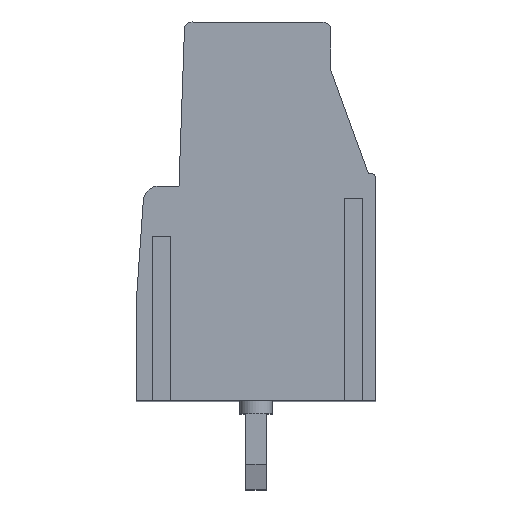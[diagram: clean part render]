
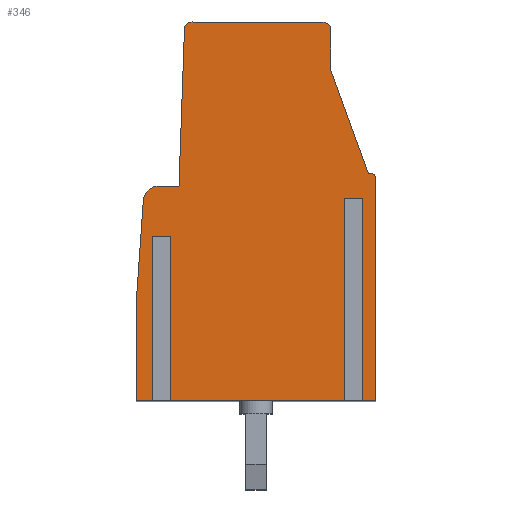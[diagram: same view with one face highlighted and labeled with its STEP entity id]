
A CAD part, top view. The second image highlights one B-rep face of the part: STEP entity #346.
In plain terms, the highlighted planar face has unit normal (0, 0, 1).
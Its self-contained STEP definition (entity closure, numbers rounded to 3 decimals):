
#346=ADVANCED_FACE('',(#914),#915,.F.);
#914=FACE_OUTER_BOUND('',#1711,.T.);
#915=PLANE('',#1712);
#1711=EDGE_LOOP('',(#2687,#2688,#2689,#2690,#2691,#2692,#2693,#2694,#2695,#2696,#2697,#2698,#2699,#2700,#2701,#2702,#2703,#2704,#2705,#2706,#2707,#2708));
#1712=AXIS2_PLACEMENT_3D('',#2709,#2710,#2711);
#2687=ORIENTED_EDGE('',*,*,#4858,.T.);
#2688=ORIENTED_EDGE('',*,*,#4789,.T.);
#2689=ORIENTED_EDGE('',*,*,#4859,.F.);
#2690=ORIENTED_EDGE('',*,*,#4860,.T.);
#2691=ORIENTED_EDGE('',*,*,#4861,.T.);
#2692=ORIENTED_EDGE('',*,*,#4862,.T.);
#2693=ORIENTED_EDGE('',*,*,#4863,.F.);
#2694=ORIENTED_EDGE('',*,*,#4864,.F.);
#2695=ORIENTED_EDGE('',*,*,#4865,.F.);
#2696=ORIENTED_EDGE('',*,*,#4866,.T.);
#2697=ORIENTED_EDGE('',*,*,#4697,.T.);
#2698=ORIENTED_EDGE('',*,*,#4867,.T.);
#2699=ORIENTED_EDGE('',*,*,#4868,.T.);
#2700=ORIENTED_EDGE('',*,*,#4869,.T.);
#2701=ORIENTED_EDGE('',*,*,#4870,.F.);
#2702=ORIENTED_EDGE('',*,*,#4871,.F.);
#2703=ORIENTED_EDGE('',*,*,#4872,.F.);
#2704=ORIENTED_EDGE('',*,*,#4752,.F.);
#2705=ORIENTED_EDGE('',*,*,#4756,.F.);
#2706=ORIENTED_EDGE('',*,*,#4873,.F.);
#2707=ORIENTED_EDGE('',*,*,#4733,.F.);
#2708=ORIENTED_EDGE('',*,*,#4874,.F.);
#2709=CARTESIAN_POINT('',(-42.956,-19.77,0.));
#2710=DIRECTION('',(0.,0.0,-1.0));
#2711=DIRECTION('',(-1.0,0.0,0.));
#4697=EDGE_CURVE('',#5595,#5593,#5596,.T.);
#4733=EDGE_CURVE('',#5656,#5658,#5659,.T.);
#4752=EDGE_CURVE('',#5691,#5687,#5693,.T.);
#4756=EDGE_CURVE('',#5697,#5691,#5699,.T.);
#4789=EDGE_CURVE('',#5755,#5753,#5756,.T.);
#4858=EDGE_CURVE('',#5857,#5755,#5858,.T.);
#4859=EDGE_CURVE('',#5859,#5753,#5860,.T.);
#4860=EDGE_CURVE('',#5859,#5861,#5862,.T.);
#4861=EDGE_CURVE('',#5861,#5863,#5864,.T.);
#4862=EDGE_CURVE('',#5863,#5865,#5866,.T.);
#4863=EDGE_CURVE('',#5867,#5865,#5868,.T.);
#4864=EDGE_CURVE('',#5869,#5867,#5870,.T.);
#4865=EDGE_CURVE('',#5871,#5869,#5872,.T.);
#4866=EDGE_CURVE('',#5871,#5595,#5873,.T.);
#4867=EDGE_CURVE('',#5593,#5874,#5875,.T.);
#4868=EDGE_CURVE('',#5874,#5876,#5877,.T.);
#4869=EDGE_CURVE('',#5876,#5878,#5879,.T.);
#4870=EDGE_CURVE('',#5880,#5878,#5881,.T.);
#4871=EDGE_CURVE('',#5882,#5880,#5883,.T.);
#4872=EDGE_CURVE('',#5687,#5882,#5884,.T.);
#4873=EDGE_CURVE('',#5658,#5697,#5885,.T.);
#4874=EDGE_CURVE('',#5857,#5656,#5886,.T.);
#5593=VERTEX_POINT('',#6899);
#5595=VERTEX_POINT('',#6902);
#5596=LINE('',#6903,#6904);
#5656=VERTEX_POINT('',#6989);
#5658=VERTEX_POINT('',#6992);
#5659=LINE('',#6993,#6994);
#5687=VERTEX_POINT('',#7027);
#5691=VERTEX_POINT('',#7033);
#5693=LINE('',#7036,#7037);
#5697=VERTEX_POINT('',#7042);
#5699=LINE('',#7045,#7046);
#5753=VERTEX_POINT('',#7118);
#5755=VERTEX_POINT('',#7121);
#5756=LINE('',#7122,#7123);
#5857=VERTEX_POINT('',#7264);
#5858=LINE('',#7265,#7266);
#5859=VERTEX_POINT('',#7267);
#5860=CIRCLE('',#7268,0.6);
#5861=VERTEX_POINT('',#7269);
#5862=LINE('',#7270,#7271);
#5863=VERTEX_POINT('',#7272);
#5864=LINE('',#7273,#7274);
#5865=VERTEX_POINT('',#7275);
#5866=LINE('',#7276,#7277);
#5867=VERTEX_POINT('',#7278);
#5868=LINE('',#7279,#7280);
#5869=VERTEX_POINT('',#7281);
#5870=LINE('',#7282,#7283);
#5871=VERTEX_POINT('',#7284);
#5872=LINE('',#7285,#7286);
#5873=LINE('',#7287,#7288);
#5874=VERTEX_POINT('',#7289);
#5875=LINE('',#7290,#7291);
#5876=VERTEX_POINT('',#7292);
#5877=LINE('',#7293,#7294);
#5878=VERTEX_POINT('',#7295);
#5879=LINE('',#7296,#7297);
#5880=VERTEX_POINT('',#7298);
#5881=LINE('',#7299,#7300);
#5882=VERTEX_POINT('',#7301);
#5883=CIRCLE('',#7302,0.2);
#5884=LINE('',#7303,#7304);
#5885=CIRCLE('',#7305,0.3);
#5886=CIRCLE('',#7306,0.3);
#6899=CARTESIAN_POINT('',(-1.082,8.0,0.));
#6902=CARTESIAN_POINT('',(-1.082,0.0,0.));
#6903=CARTESIAN_POINT('',(-1.082,-19.77,0.));
#6904=VECTOR('',#8688,1.0);
#6989=CARTESIAN_POINT('',(-7.283,15.,0.0));
#6992=CARTESIAN_POINT('',(-2.1,15.0,0.));
#6993=CARTESIAN_POINT('',(-42.956,15.,0.));
#6994=VECTOR('',#8721,1.0);
#7027=CARTESIAN_POINT('',(-0.3,9.0,0.));
#7033=CARTESIAN_POINT('',(-1.8,13.121,0.));
#7036=CARTESIAN_POINT('',(10.171,-19.77,0.));
#7037=VECTOR('',#8754,1.0);
#7042=CARTESIAN_POINT('',(-1.8,14.7,0.));
#7045=CARTESIAN_POINT('',(-1.8,-19.77,0.));
#7046=VECTOR('',#8757,1.0);
#7118=CARTESIAN_POINT('',(-8.613,8.5,0.0));
#7121=CARTESIAN_POINT('',(-7.8,8.5,0.0));
#7122=CARTESIAN_POINT('',(-42.956,8.5,0.));
#7123=VECTOR('',#8795,1.0);
#7264=CARTESIAN_POINT('',(-7.583,14.71,0.0));
#7265=CARTESIAN_POINT('',(-8.787,-19.77,0.0));
#7266=VECTOR('',#8872,1.0);
#7267=CARTESIAN_POINT('',(-9.212,7.942,0.0));
#7268=AXIS2_PLACEMENT_3D('',#8873,#8874,#8875);
#7269=CARTESIAN_POINT('',(-9.5,3.82,0.0));
#7270=CARTESIAN_POINT('',(-11.15,-19.77,0.));
#7271=VECTOR('',#8876,1.0);
#7272=CARTESIAN_POINT('',(-9.5,0.0,0.0));
#7273=CARTESIAN_POINT('',(-9.5,-19.77,0.0));
#7274=VECTOR('',#8877,1.0);
#7275=CARTESIAN_POINT('',(-8.707,0.0,0.0));
#7276=CARTESIAN_POINT('',(-42.956,0.0,0.));
#7277=VECTOR('',#8878,1.0);
#7278=CARTESIAN_POINT('',(-8.707,6.5,0.0));
#7279=CARTESIAN_POINT('',(-8.707,-19.77,0.0));
#7280=VECTOR('',#8879,1.0);
#7281=CARTESIAN_POINT('',(-8.293,6.5,0.0));
#7282=CARTESIAN_POINT('',(-42.956,6.5,0.));
#7283=VECTOR('',#8880,1.0);
#7284=CARTESIAN_POINT('',(-8.293,0.0,0.0));
#7285=CARTESIAN_POINT('',(-8.293,-19.77,0.0));
#7286=VECTOR('',#8881,1.0);
#7287=CARTESIAN_POINT('',(-42.956,0.0,0.));
#7288=VECTOR('',#8882,1.0);
#7289=CARTESIAN_POINT('',(-0.668,8.0,0.));
#7290=CARTESIAN_POINT('',(-42.956,8.0,0.));
#7291=VECTOR('',#8883,1.0);
#7292=CARTESIAN_POINT('',(-0.668,0.0,0.));
#7293=CARTESIAN_POINT('',(-0.668,-19.77,0.));
#7294=VECTOR('',#8884,1.0);
#7295=CARTESIAN_POINT('',(0.0,0.0,0.));
#7296=CARTESIAN_POINT('',(-42.956,0.0,0.));
#7297=VECTOR('',#8885,1.0);
#7298=CARTESIAN_POINT('',(0.,8.8,0.));
#7299=CARTESIAN_POINT('',(0.0,-19.77,0.));
#7300=VECTOR('',#8886,1.0);
#7301=CARTESIAN_POINT('',(-0.2,9.0,0.));
#7302=AXIS2_PLACEMENT_3D('',#8887,#8888,#8889);
#7303=CARTESIAN_POINT('',(-42.956,9.0,0.));
#7304=VECTOR('',#8890,1.0);
#7305=AXIS2_PLACEMENT_3D('',#8891,#8892,#8893);
#7306=AXIS2_PLACEMENT_3D('',#8894,#8895,#8896);
#8688=DIRECTION('',(0.0,1.0,0.0));
#8721=DIRECTION('',(1.0,0.,0.));
#8754=DIRECTION('',(0.342,-0.94,0.));
#8757=DIRECTION('',(0.,-1.0,0.));
#8795=DIRECTION('',(-1.0,0.,0.));
#8872=DIRECTION('',(-0.035,-0.999,0.));
#8873=CARTESIAN_POINT('',(-8.613,7.9,0.0));
#8874=DIRECTION('',(0.,0.0,-1.0));
#8875=DIRECTION('',(-1.0,0.0,0.));
#8876=DIRECTION('',(-0.07,-0.998,0.));
#8877=DIRECTION('',(0.,-1.0,0.));
#8878=DIRECTION('',(1.0,0.0,0.));
#8879=DIRECTION('',(0.0,-1.0,-0.0));
#8880=DIRECTION('',(-1.0,0.0,0.));
#8881=DIRECTION('',(0.0,1.0,0.0));
#8882=DIRECTION('',(1.0,0.0,0.));
#8883=DIRECTION('',(1.0,0.0,0.));
#8884=DIRECTION('',(0.0,-1.0,-0.0));
#8885=DIRECTION('',(1.0,0.0,0.));
#8886=DIRECTION('',(0.0,-1.0,-0.0));
#8887=CARTESIAN_POINT('',(-0.2,8.8,0.));
#8888=DIRECTION('',(0.,0.0,-1.0));
#8889=DIRECTION('',(-1.0,0.0,0.));
#8890=DIRECTION('',(1.0,0.0,0.));
#8891=CARTESIAN_POINT('',(-2.1,14.7,0.));
#8892=DIRECTION('',(0.,0.0,-1.0));
#8893=DIRECTION('',(-1.0,0.0,0.));
#8894=CARTESIAN_POINT('',(-7.283,14.7,0.0));
#8895=DIRECTION('',(0.,0.0,-1.0));
#8896=DIRECTION('',(-1.0,0.0,0.));
